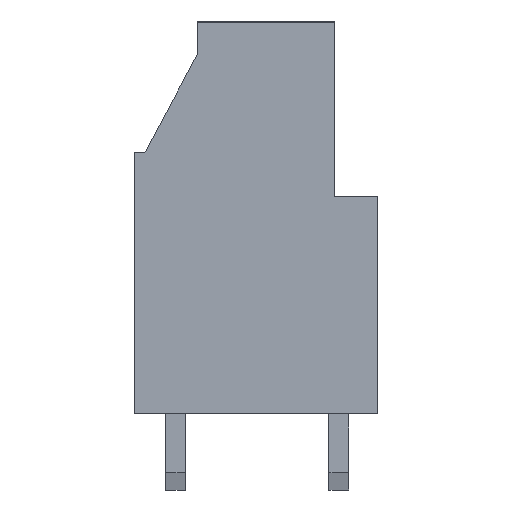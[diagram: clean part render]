
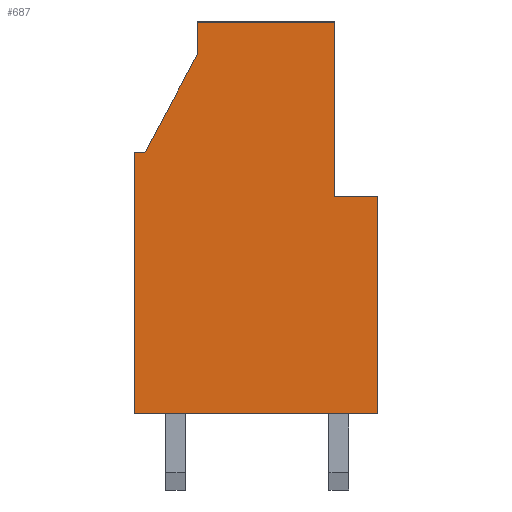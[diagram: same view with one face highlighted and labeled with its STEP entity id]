
A CAD part, front view. The second image highlights one B-rep face of the part: STEP entity #687.
In plain terms, the highlighted planar face has unit normal (0, -1, 0).
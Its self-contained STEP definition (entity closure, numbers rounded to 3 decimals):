
#687 = ADVANCED_FACE( '', ( #1356 ), #1357, .F. );
#1356 = FACE_OUTER_BOUND( '', #2003, .T. );
#1357 = PLANE( '', #2004 );
#2003 = EDGE_LOOP( '', ( #3916, #3917, #3918, #3919, #3920, #3921, #3922, #3923, #3924 ) );
#2004 = AXIS2_PLACEMENT_3D( '', #3925, #3926, #3927 );
#3916 = ORIENTED_EDGE( '', *, *, #4316, .F. );
#3917 = ORIENTED_EDGE( '', *, *, #4012, .T. );
#3918 = ORIENTED_EDGE( '', *, *, #4380, .F. );
#3919 = ORIENTED_EDGE( '', *, *, #4068, .F. );
#3920 = ORIENTED_EDGE( '', *, *, #4286, .F. );
#3921 = ORIENTED_EDGE( '', *, *, #4577, .T. );
#3922 = ORIENTED_EDGE( '', *, *, #4407, .T. );
#3923 = ORIENTED_EDGE( '', *, *, #4234, .T. );
#3924 = ORIENTED_EDGE( '', *, *, #4217, .F. );
#3925 = CARTESIAN_POINT( '', ( 12.134, -2.5, 19.8 ) );
#3926 = DIRECTION( '', ( 0., 1., 0. ) );
#3927 = DIRECTION( '', ( -1., 0., 0. ) );
#4012 = EDGE_CURVE( '', #4822, #4823, #4824, .T. );
#4068 = EDGE_CURVE( '', #4921, #4923, #4924, .T. );
#4217 = EDGE_CURVE( '', #5177, #5179, #5180, .T. );
#4234 = EDGE_CURVE( '', #5204, #5179, #5207, .T. );
#4286 = EDGE_CURVE( '', #5290, #4921, #5291, .T. );
#4316 = EDGE_CURVE( '', #4822, #5177, #5337, .T. );
#4380 = EDGE_CURVE( '', #4923, #4823, #5432, .T. );
#4407 = EDGE_CURVE( '', #5476, #5204, #5477, .T. );
#4577 = EDGE_CURVE( '', #5290, #5476, #5705, .T. );
#4822 = VERTEX_POINT( '', #6008 );
#4823 = VERTEX_POINT( '', #6009 );
#4824 = LINE( '', #6010, #6011 );
#4921 = VERTEX_POINT( '', #6152 );
#4923 = VERTEX_POINT( '', #6155 );
#4924 = LINE( '', #6156, #6157 );
#5177 = VERTEX_POINT( '', #6529 );
#5179 = VERTEX_POINT( '', #6532 );
#5180 = LINE( '', #6533, #6534 );
#5204 = VERTEX_POINT( '', #6569 );
#5207 = LINE( '', #6574, #6575 );
#5290 = VERTEX_POINT( '', #6696 );
#5291 = LINE( '', #6697, #6698 );
#5337 = LINE( '', #6762, #6763 );
#5432 = LINE( '', #6909, #6910 );
#5476 = VERTEX_POINT( '', #6974 );
#5477 = LINE( '', #6975, #6976 );
#5705 = LINE( '', #7315, #7316 );
#6008 = CARTESIAN_POINT( '', ( 9.2, -2.5, 18. ) );
#6009 = CARTESIAN_POINT( '', ( 2.9, -2.5, 18. ) );
#6010 = CARTESIAN_POINT( '', ( 5.35, -2.5, 18. ) );
#6011 = VECTOR( '', #7615, 1000. );
#6152 = CARTESIAN_POINT( '', ( 0.5, -2.5, 12. ) );
#6155 = CARTESIAN_POINT( '', ( 2.9, -2.5, 16.5 ) );
#6156 = CARTESIAN_POINT( '', ( -6.433, -2.5, -1. ) );
#6157 = VECTOR( '', #7664, 1000. );
#6529 = CARTESIAN_POINT( '', ( 9.2, -2.5, 10. ) );
#6532 = CARTESIAN_POINT( '', ( 11.2, -2.5, 10. ) );
#6533 = CARTESIAN_POINT( '', ( 9.038, -2.5, 10. ) );
#6534 = VECTOR( '', #7797, 1000. );
#6569 = CARTESIAN_POINT( '', ( 11.2, -2.5, 0. ) );
#6574 = CARTESIAN_POINT( '', ( 11.2, -2.5, -1. ) );
#6575 = VECTOR( '', #7811, 1000. );
#6696 = CARTESIAN_POINT( '', ( 0., -2.5, 12. ) );
#6697 = CARTESIAN_POINT( '', ( 5.35, -2.5, 12. ) );
#6698 = VECTOR( '', #7850, 1000. );
#6762 = CARTESIAN_POINT( '', ( 9.2, -2.5, 18. ) );
#6763 = VECTOR( '', #7884, 1000. );
#6909 = CARTESIAN_POINT( '', ( 2.9, -2.5, -1. ) );
#6910 = VECTOR( '', #7936, 1000. );
#6974 = CARTESIAN_POINT( '', ( 0., -2.5, 0. ) );
#6975 = CARTESIAN_POINT( '', ( 5.35, -2.5, 0. ) );
#6976 = VECTOR( '', #7960, 1000. );
#7315 = CARTESIAN_POINT( '', ( 0., -2.5, -1. ) );
#7316 = VECTOR( '', #8108, 1000. );
#7615 = DIRECTION( '', ( -1., 0., 0. ) );
#7664 = DIRECTION( '', ( 0.471, 0., 0.882 ) );
#7797 = DIRECTION( '', ( 1., 0., 0. ) );
#7811 = DIRECTION( '', ( 0., 0., 1. ) );
#7850 = DIRECTION( '', ( 1., 0., 0. ) );
#7884 = DIRECTION( '', ( 0., 0., -1. ) );
#7936 = DIRECTION( '', ( 0., 0., 1. ) );
#7960 = DIRECTION( '', ( 1., 0., 0. ) );
#8108 = DIRECTION( '', ( 0., 0., -1. ) );
